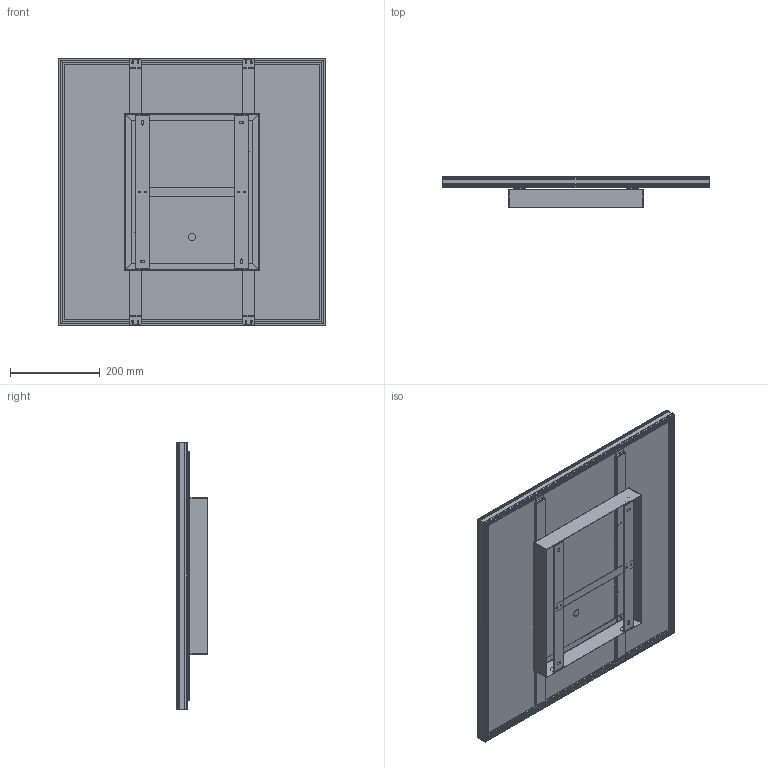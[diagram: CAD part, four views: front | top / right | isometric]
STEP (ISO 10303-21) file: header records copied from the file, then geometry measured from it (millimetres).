
FILE_DESCRIPTION (( 'STEP AP214' ), '1' );
FILE_NAME ('SUNatHOME Planon Frameless 60x60.STEP', '2021-08-17T14:03:05', ( '' ), ( '' ), 'SwSTEP 2.0', 'SolidWorks 2020', '' );
FILE_SCHEMA (( 'AUTOMOTIVE_DESIGN' ));
Length unit declared in the file: millimetre
Products named in the file (1): SUNatHOME Planon Frameless 60x60
Bounding box: 596 x 67.99 x 596 mm (x, y, z)
Volume: 1903888.2 mm3; surface area: 1980350.1 mm2
Topology: 13 solids, 13 shells, 628 faces, 1770 edges, 1172 vertices
Faces by surface type: plane 312, cylinder 284, bspline 20, sphere 12
Entity records: 28326 total; most frequent: CARTESIAN_POINT 5569, ORIENTED_EDGE 3536, DIRECTION 3002, EDGE_CURVE 1768, VERTEX_POINT 1172, VECTOR 1104, LINE 1104, AXIS2_PLACEMENT_3D 949
